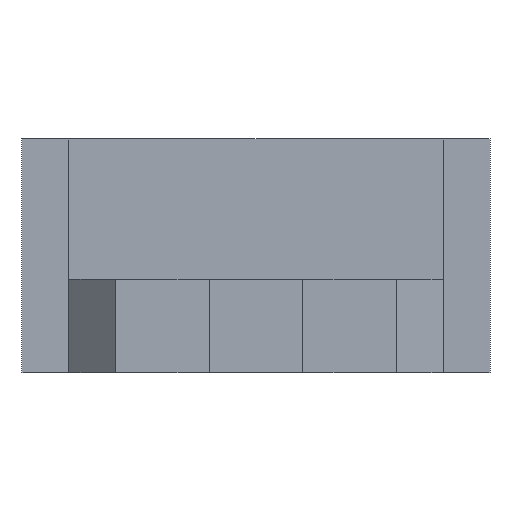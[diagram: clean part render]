
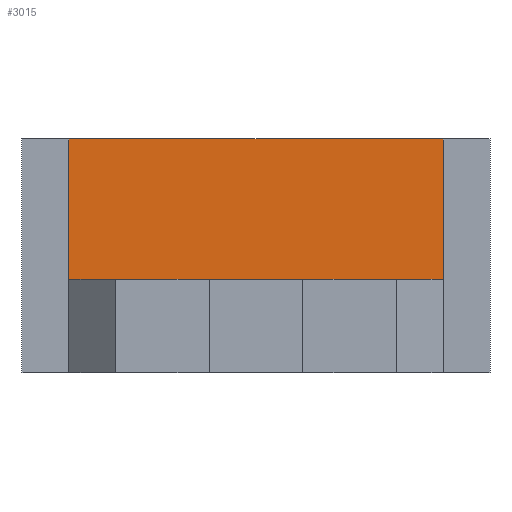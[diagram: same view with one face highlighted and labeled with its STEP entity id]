
A CAD part, front view. The second image highlights one B-rep face of the part: STEP entity #3015.
In plain terms, the highlighted planar face has unit normal (0, -1, 0).
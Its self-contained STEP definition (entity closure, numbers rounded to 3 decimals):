
#642 = PLANE('',#643);
#643 = AXIS2_PLACEMENT_3D('',#644,#645,#646);
#644 = CARTESIAN_POINT('',(4.,-0.25,0.));
#645 = DIRECTION('',(1.,0.,-0.));
#646 = DIRECTION('',(0.,-1.,0.));
#866 = PLANE('',#867);
#867 = AXIS2_PLACEMENT_3D('',#868,#869,#870);
#868 = CARTESIAN_POINT('',(-4.,-0.25,0.));
#869 = DIRECTION('',(-1.,-0.,-0.));
#870 = DIRECTION('',(0.,1.,0.));
#2196 = PLANE('',#2197);
#2197 = AXIS2_PLACEMENT_3D('',#2198,#2199,#2200);
#2198 = CARTESIAN_POINT('',(2.162,-1.066,5.));
#2199 = DIRECTION('',(-0.,-0.,-1.));
#2200 = DIRECTION('',(-1.,0.,0.));
#2235 = VERTEX_POINT('',#2236);
#2236 = CARTESIAN_POINT('',(4.,-2.,5.));
#2257 = EDGE_CURVE('',#2258,#2235,#2260,.T.);
#2258 = VERTEX_POINT('',#2259);
#2259 = CARTESIAN_POINT('',(4.,-2.,2.));
#2260 = SURFACE_CURVE('',#2261,(#2265,#2271),.PCURVE_S1.);
#2261 = LINE('',#2262,#2263);
#2262 = CARTESIAN_POINT('',(4.,-2.,4.));
#2263 = VECTOR('',#2264,1.);
#2264 = DIRECTION('',(0.,0.,1.));
#2265 = PCURVE('',#642,#2266);
#2266 = DEFINITIONAL_REPRESENTATION('',(#2267),#2270);
#2267 = B_SPLINE_CURVE_WITH_KNOTS('',1,(#2268,#2269),.UNSPECIFIED.,.F.,
  .F.,(2,2),(-2.,1.),.PIECEWISE_BEZIER_KNOTS.);
#2268 = CARTESIAN_POINT('',(1.75,-2.));
#2269 = CARTESIAN_POINT('',(1.75,-5.));
#2270 = ( GEOMETRIC_REPRESENTATION_CONTEXT(2) 
PARAMETRIC_REPRESENTATION_CONTEXT() REPRESENTATION_CONTEXT('2D SPACE',''
  ) );
#2271 = PCURVE('',#2272,#2277);
#2272 = PLANE('',#2273);
#2273 = AXIS2_PLACEMENT_3D('',#2274,#2275,#2276);
#2274 = CARTESIAN_POINT('',(0.,-2.,8.));
#2275 = DIRECTION('',(-0.,1.,0.));
#2276 = DIRECTION('',(0.,0.,-1.));
#2277 = DEFINITIONAL_REPRESENTATION('',(#2278),#2281);
#2278 = B_SPLINE_CURVE_WITH_KNOTS('',1,(#2279,#2280),.UNSPECIFIED.,.F.,
  .F.,(2,2),(-2.,1.),.PIECEWISE_BEZIER_KNOTS.);
#2279 = CARTESIAN_POINT('',(6.,-4.));
#2280 = CARTESIAN_POINT('',(3.,-4.));
#2281 = ( GEOMETRIC_REPRESENTATION_CONTEXT(2) 
PARAMETRIC_REPRESENTATION_CONTEXT() REPRESENTATION_CONTEXT('2D SPACE',''
  ) );
#2298 = PLANE('',#2299);
#2299 = AXIS2_PLACEMENT_3D('',#2300,#2301,#2302);
#2300 = CARTESIAN_POINT('',(0.,-2.,2.));
#2301 = DIRECTION('',(0.,0.,-1.));
#2302 = DIRECTION('',(0.,-1.,0.));
#2665 = VERTEX_POINT('',#2666);
#2666 = CARTESIAN_POINT('',(-4.,-2.,5.));
#2687 = EDGE_CURVE('',#2688,#2665,#2690,.T.);
#2688 = VERTEX_POINT('',#2689);
#2689 = CARTESIAN_POINT('',(-4.,-2.,2.));
#2690 = SURFACE_CURVE('',#2691,(#2695,#2701),.PCURVE_S1.);
#2691 = LINE('',#2692,#2693);
#2692 = CARTESIAN_POINT('',(-4.,-2.,4.));
#2693 = VECTOR('',#2694,1.);
#2694 = DIRECTION('',(0.,-0.,1.));
#2695 = PCURVE('',#866,#2696);
#2696 = DEFINITIONAL_REPRESENTATION('',(#2697),#2700);
#2697 = B_SPLINE_CURVE_WITH_KNOTS('',1,(#2698,#2699),.UNSPECIFIED.,.F.,
  .F.,(2,2),(-2.,1.),.PIECEWISE_BEZIER_KNOTS.);
#2698 = CARTESIAN_POINT('',(-1.75,-2.));
#2699 = CARTESIAN_POINT('',(-1.75,-5.));
#2700 = ( GEOMETRIC_REPRESENTATION_CONTEXT(2) 
PARAMETRIC_REPRESENTATION_CONTEXT() REPRESENTATION_CONTEXT('2D SPACE',''
  ) );
#2701 = PCURVE('',#2272,#2702);
#2702 = DEFINITIONAL_REPRESENTATION('',(#2703),#2706);
#2703 = B_SPLINE_CURVE_WITH_KNOTS('',1,(#2704,#2705),.UNSPECIFIED.,.F.,
  .F.,(2,2),(-2.,1.),.PIECEWISE_BEZIER_KNOTS.);
#2704 = CARTESIAN_POINT('',(6.,4.));
#2705 = CARTESIAN_POINT('',(3.,4.));
#2706 = ( GEOMETRIC_REPRESENTATION_CONTEXT(2) 
PARAMETRIC_REPRESENTATION_CONTEXT() REPRESENTATION_CONTEXT('2D SPACE',''
  ) );
#2986 = EDGE_CURVE('',#2258,#2688,#2987,.T.);
#2987 = SURFACE_CURVE('',#2988,(#2992,#2999),.PCURVE_S1.);
#2988 = LINE('',#2989,#2990);
#2989 = CARTESIAN_POINT('',(10.,-2.,2.));
#2990 = VECTOR('',#2991,1.);
#2991 = DIRECTION('',(-1.,0.,0.));
#2992 = PCURVE('',#2298,#2993);
#2993 = DEFINITIONAL_REPRESENTATION('',(#2994),#2998);
#2994 = LINE('',#2995,#2996);
#2995 = CARTESIAN_POINT('',(0.,-10.));
#2996 = VECTOR('',#2997,1.);
#2997 = DIRECTION('',(0.,1.));
#2998 = ( GEOMETRIC_REPRESENTATION_CONTEXT(2) 
PARAMETRIC_REPRESENTATION_CONTEXT() REPRESENTATION_CONTEXT('2D SPACE',''
  ) );
#2999 = PCURVE('',#2272,#3000);
#3000 = DEFINITIONAL_REPRESENTATION('',(#3001),#3005);
#3001 = LINE('',#3002,#3003);
#3002 = CARTESIAN_POINT('',(6.,-10.));
#3003 = VECTOR('',#3004,1.);
#3004 = DIRECTION('',(0.,1.));
#3005 = ( GEOMETRIC_REPRESENTATION_CONTEXT(2) 
PARAMETRIC_REPRESENTATION_CONTEXT() REPRESENTATION_CONTEXT('2D SPACE',''
  ) );
#3015 = ADVANCED_FACE('',(#3016),#2272,.F.);
#3016 = FACE_BOUND('',#3017,.F.);
#3017 = EDGE_LOOP('',(#3018,#3019,#3020,#3021));
#3018 = ORIENTED_EDGE('',*,*,#2257,.F.);
#3019 = ORIENTED_EDGE('',*,*,#2986,.T.);
#3020 = ORIENTED_EDGE('',*,*,#2687,.T.);
#3021 = ORIENTED_EDGE('',*,*,#3022,.T.);
#3022 = EDGE_CURVE('',#2665,#2235,#3023,.T.);
#3023 = SURFACE_CURVE('',#3024,(#3028,#3034),.PCURVE_S1.);
#3024 = LINE('',#3025,#3026);
#3025 = CARTESIAN_POINT('',(1.081,-2.,5.));
#3026 = VECTOR('',#3027,1.);
#3027 = DIRECTION('',(1.,0.,-0.));
#3028 = PCURVE('',#2272,#3029);
#3029 = DEFINITIONAL_REPRESENTATION('',(#3030),#3033);
#3030 = B_SPLINE_CURVE_WITH_KNOTS('',1,(#3031,#3032),.UNSPECIFIED.,.F.,
  .F.,(2,2),(-6.081,3.919),.PIECEWISE_BEZIER_KNOTS.);
#3031 = CARTESIAN_POINT('',(3.,5.));
#3032 = CARTESIAN_POINT('',(3.,-5.));
#3033 = ( GEOMETRIC_REPRESENTATION_CONTEXT(2) 
PARAMETRIC_REPRESENTATION_CONTEXT() REPRESENTATION_CONTEXT('2D SPACE',''
  ) );
#3034 = PCURVE('',#2196,#3035);
#3035 = DEFINITIONAL_REPRESENTATION('',(#3036),#3039);
#3036 = B_SPLINE_CURVE_WITH_KNOTS('',1,(#3037,#3038),.UNSPECIFIED.,.F.,
  .F.,(2,2),(-6.081,3.919),.PIECEWISE_BEZIER_KNOTS.);
#3037 = CARTESIAN_POINT('',(7.162,-0.934));
#3038 = CARTESIAN_POINT('',(-2.838,-0.934));
#3039 = ( GEOMETRIC_REPRESENTATION_CONTEXT(2) 
PARAMETRIC_REPRESENTATION_CONTEXT() REPRESENTATION_CONTEXT('2D SPACE',''
  ) );
